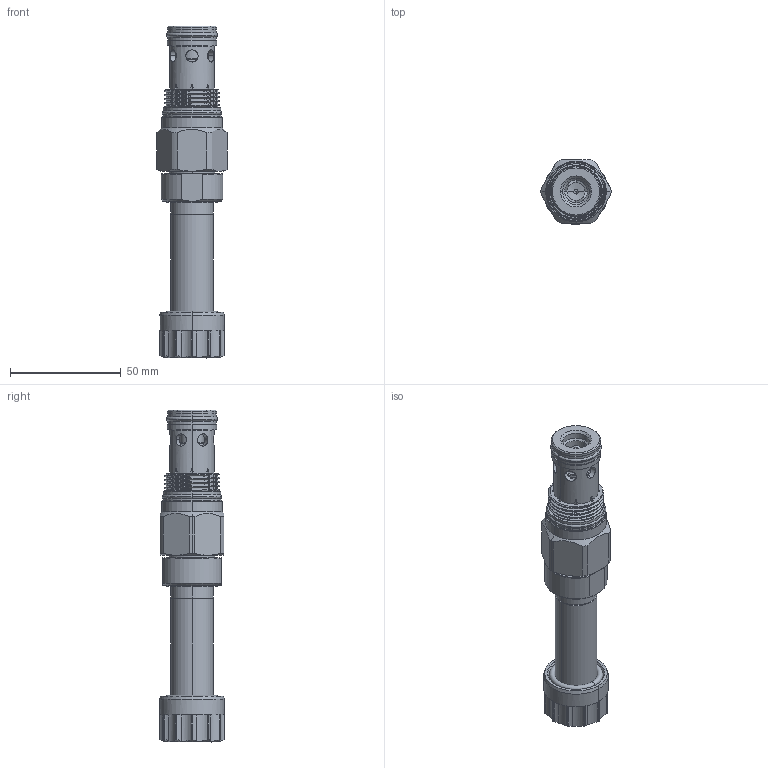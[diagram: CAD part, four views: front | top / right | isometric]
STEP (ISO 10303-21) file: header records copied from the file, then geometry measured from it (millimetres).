
FILE_DESCRIPTION (( 'STEP AP203' ), '1' );
FILE_NAME ('PEV5A2D-P.STEP', '2020-03-20T00:24:51', ( '' ), ( '' ), 'SwSTEP 2.0', 'SolidWorks 2018', '' );
FILE_SCHEMA (( 'CONFIG_CONTROL_DESIGN' ));
Length unit declared in the file: millimetre
Products named in the file (1): PEV5A2D-P
Bounding box: 31.6 x 29.2 x 149.67 mm (x, y, z)
Volume: 64051.3 mm3; surface area: 21819.9 mm2
Topology: 8 solids, 10 shells, 465 faces, 1188 edges, 761 vertices
Faces by surface type: cylinder 202, plane 142, cone 72, torus 36, bspline 13
Entity records: 18633 total; most frequent: CARTESIAN_POINT 7686, ORIENTED_EDGE 2376, DIRECTION 2182, EDGE_CURVE 1188, AXIS2_PLACEMENT_3D 854, VERTEX_POINT 761, EDGE_LOOP 513, LINE 474
